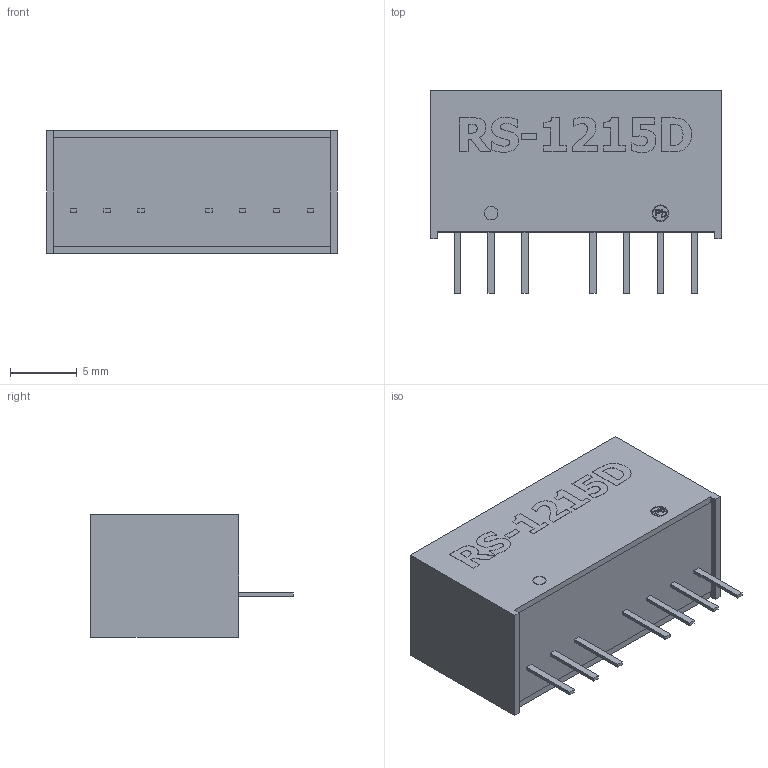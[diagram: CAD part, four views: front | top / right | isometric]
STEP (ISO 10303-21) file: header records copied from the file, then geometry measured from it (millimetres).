
FILE_DESCRIPTION(/* description */ ('FreeCAD Model'),/* implementation_level */ '2;1');
FILE_NAME(/* name */ 'RS-1215D_OK.stp',/* time_stamp */ '2021-08-28T22:53:56-03:00',/* author */ ('roger'),/* organization */ (''),/* preprocessor_version */ 'ST-DEVELOPER v18.1',/* originating_system */ 'Autodesk Inventor 2020',/* authorisation */ 'Unknown');
FILE_SCHEMA (('AUTOMOTIVE_DESIGN { 1 0 10303 214 3 1 1 }'));
Length unit declared in the file: millimetre
Products named in the file (10): RS-1215D; RS-S_D_case; RS-S_D_pin7(-Vout,_Com); RS-S_D_pin8(NC_no_external_connection_allowed,_-Vout); RS-S_D_pin6(+Vout); RS-S_D_pin3(CTRL); RS-S_D_pin1(-Vin); RS-S_D_pin2(+Vin); RS-S_D_potting; RS-S_D_pin5(NC)
Assembly tree (9 placements, depth 2):
  RS-1215D
    RS-S_D_case
    RS-S_D_pin7(-Vout,_Com)
    RS-S_D_pin8(NC_no_external_connection_allowed,_-Vout)
    RS-S_D_pin6(+Vout)
    RS-S_D_pin3(CTRL)
    RS-S_D_pin1(-Vin)
    RS-S_D_pin2(+Vin)
    RS-S_D_potting
    RS-S_D_pin5(NC)
Bounding box: 21.8 x 15.2 x 9.2 mm (x, y, z)
Volume: 2129.6 mm3; surface area: 2651.2 mm2
Topology: 9 solids, 9 shells, 334 faces, 868 edges, 580 vertices
Faces by surface type: plane 249, bspline 57, cylinder 28
Full cylindrical faces by diameter (mm): 1 x1, 1.239 x1
Entity records: 10941 total; most frequent: CARTESIAN_POINT 2543, ORIENTED_EDGE 1736, DIRECTION 1408, EDGE_CURVE 868, LINE 694, VECTOR 694, VERTEX_POINT 580, EDGE_LOOP 362
